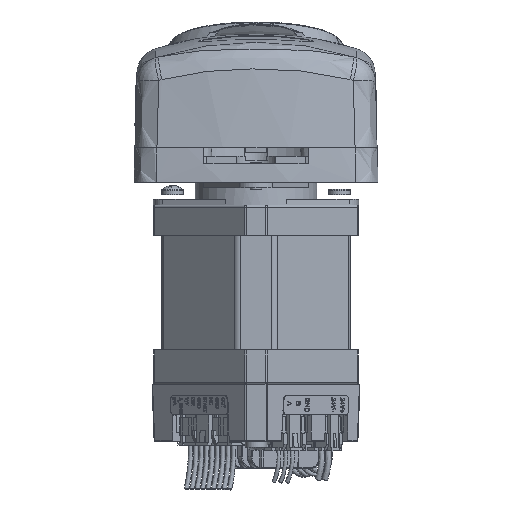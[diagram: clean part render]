
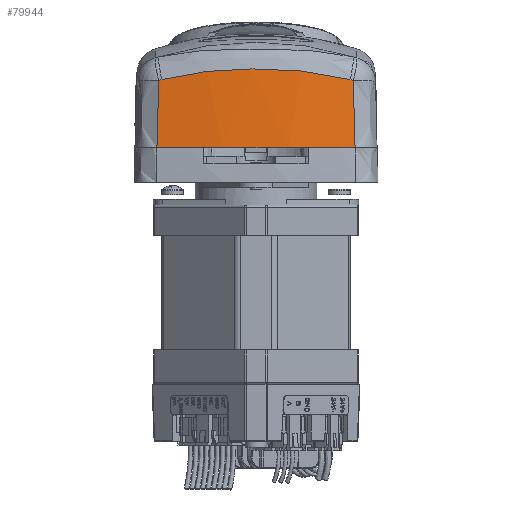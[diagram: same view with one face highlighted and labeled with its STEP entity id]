
A CAD part, front view. The second image highlights one B-rep face of the part: STEP entity #79944.
In plain terms, the highlighted conical face has half-angle 5 degrees and reference radius 150 mm.
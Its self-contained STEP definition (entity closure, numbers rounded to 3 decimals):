
#1188 = EDGE_LOOP ( 'NONE', ( #80091, #41863, #74862, #40765, #62165, #77718 ) ) ;
#2379 = CARTESIAN_POINT ( 'NONE',  ( -22.652, -26.561, 27.483 ) ) ;
#3444 = CARTESIAN_POINT ( 'NONE',  ( -25.767, -26.922, 17.433 ) ) ;
#3821 = B_SPLINE_CURVE_WITH_KNOTS ( 'NONE', 3,
 ( #43410, #51888, #85846, #27760 ),
 .UNSPECIFIED., .F., .F.,
 ( 4, 4 ),
 ( 0.058, 0.058 ),
 .UNSPECIFIED. ) ;
#5169 = CARTESIAN_POINT ( 'NONE',  ( 10.345, -27.784, 29.345 ) ) ;
#5580 = CARTESIAN_POINT ( 'NONE',  ( 25.519, -26.14, 26.73 ) ) ;
#8459 = CARTESIAN_POINT ( 'NONE',  ( 25.859, -27.211, 13.996 ) ) ;
#10541 = CARTESIAN_POINT ( 'NONE',  ( -25.519, -26.14, 26.73 ) ) ;
#10875 = CARTESIAN_POINT ( 'NONE',  ( 8.282, -27.901, 29.497 ) ) ;
#12245 = CARTESIAN_POINT ( 'NONE',  ( 4.153, -28.058, 29.697 ) ) ;
#12246 = VERTEX_POINT ( 'NONE', #56163 ) ;
#13295 = CARTESIAN_POINT ( 'NONE',  ( -25.959, -27.525, 10.261 ) ) ;
#14593 = CARTESIAN_POINT ( 'NONE',  ( -24.66, -26.267, 26.959 ) ) ;
#14964 = VERTEX_POINT ( 'NONE', #5580 ) ;
#16516 = CARTESIAN_POINT ( 'NONE',  ( -24.66, -26.267, 26.959 ) ) ;
#17972 = CARTESIAN_POINT ( 'NONE',  ( -16.525, -27.272, 28.614 ) ) ;
#18468 = VERTEX_POINT ( 'NONE', #18699 ) ;
#18699 = CARTESIAN_POINT ( 'NONE',  ( 25.993, -27.631, 9. ) ) ;
#19845 = CARTESIAN_POINT ( 'NONE',  ( 25.632, -26.497, 22.485 ) ) ;
#20183 = EDGE_CURVE ( 'NONE', #12246, #58339, #42431, .T. ) ;
#20831 = CARTESIAN_POINT ( 'NONE',  ( 22.662, -26.56, 27.481 ) ) ;
#20853 = CARTESIAN_POINT ( 'NONE',  ( 24.66, -26.267, 26.959 ) ) ;
#23736 = EDGE_CURVE ( 'NONE', #14964, #32086, #48263, .T. ) ;
#27760 = CARTESIAN_POINT ( 'NONE',  ( -25.519, -26.14, 26.73 ) ) ;
#29696 = B_SPLINE_CURVE_WITH_KNOTS ( 'NONE', 3,
 ( #85060, #76579, #86535, #8459, #31265, #19845, #36947 ),
 .UNSPECIFIED., .F., .F.,
 ( 4, 3, 4 ),
 ( 0.009, 0.014, 0.027 ),
 .UNSPECIFIED. ) ;
#30248 = VERTEX_POINT ( 'NONE', #14593 ) ;
#31265 = CARTESIAN_POINT ( 'NONE',  ( 25.746, -26.854, 18.241 ) ) ;
#32086 = VERTEX_POINT ( 'NONE', #20853 ) ;
#32237 = CARTESIAN_POINT ( 'NONE',  ( 16.53, -27.271, 28.613 ) ) ;
#33244 = CARTESIAN_POINT ( 'NONE',  ( -25.925, -27.419, 11.523 ) ) ;
#33628 = CARTESIAN_POINT ( 'NONE',  ( 2.088, -28.097, 29.744 ) ) ;
#34483 = B_SPLINE_CURVE_WITH_KNOTS ( 'NONE', 3,
 ( #71872, #20831, #67593, #64755, #32237, #87437, #49230, #5169, #10875, #12245, #33628, #43544, #83190, #81736, #52094, #44994, #54866, #17972, #78942, #40729, #2379, #16516 ),
 .UNSPECIFIED., .F., .F.,
 ( 4, 2, 2, 2, 2, 2, 2, 2, 2, 2, 4 ),
 ( 0.007, 0.013, 0.016, 0.02, 0.026, 0.032, 0.038, 0.045, 0.048, 0.051, 0.057 ),
 .UNSPECIFIED. ) ;
#34937 = EDGE_CURVE ( 'NONE', #18468, #14964, #29696, .T. ) ;
#36947 = CARTESIAN_POINT ( 'NONE',  ( 25.519, -26.14, 26.73 ) ) ;
#38419 = AXIS2_PLACEMENT_3D ( 'NONE', #83232, #73353, #59210 ) ;
#39321 = CARTESIAN_POINT ( 'NONE',  ( 25.233, -26.183, 26.808 ) ) ;
#40729 = CARTESIAN_POINT ( 'NONE',  ( -20.623, -26.824, 27.918 ) ) ;
#40765 = ORIENTED_EDGE ( 'NONE', *, *, #23736, .T. ) ;
#41094 = EDGE_CURVE ( 'NONE', #30248, #12246, #3821, .T. ) ;
#41806 = CARTESIAN_POINT ( 'NONE',  ( -25.643, -26.531, 22.082 ) ) ;
#41863 = ORIENTED_EDGE ( 'NONE', *, *, #79489, .T. ) ;
#42431 = B_SPLINE_CURVE_WITH_KNOTS ( 'NONE', 3,
 ( #10541, #41806, #3444, #82857, #33244, #13295, #82789 ),
 .UNSPECIFIED., .F., .F.,
 ( 4, 3, 4 ),
 ( 0., 0.014, 0.018 ),
 .UNSPECIFIED. ) ;
#43221 = EDGE_CURVE ( 'NONE', #32086, #30248, #34483, .T. ) ;
#43410 = CARTESIAN_POINT ( 'NONE',  ( -24.66, -26.267, 26.959 ) ) ;
#43544 = CARTESIAN_POINT ( 'NONE',  ( -2.045, -28.098, 29.745 ) ) ;
#44994 = CARTESIAN_POINT ( 'NONE',  ( -13.423, -27.552, 29.023 ) ) ;
#48219 = AXIS2_PLACEMENT_3D ( 'NONE', #64888, #56455, #52032 ) ;
#48263 = B_SPLINE_CURVE_WITH_KNOTS ( 'NONE', 3,
 ( #71867, #39321, #53485, #54927 ),
 .UNSPECIFIED., .F., .F.,
 ( 4, 4 ),
 ( 0., 0.001 ),
 .UNSPECIFIED. ) ;
#49230 = CARTESIAN_POINT ( 'NONE',  ( 13.439, -27.551, 29.022 ) ) ;
#51888 = CARTESIAN_POINT ( 'NONE',  ( -24.946, -26.226, 26.884 ) ) ;
#52032 = DIRECTION ( 'NONE',  ( 1., 0., 0. ) ) ;
#52094 = CARTESIAN_POINT ( 'NONE',  ( -10.317, -27.786, 29.348 ) ) ;
#52163 = FACE_OUTER_BOUND ( 'NONE', #1188, .T. ) ;
#53485 = CARTESIAN_POINT ( 'NONE',  ( 24.946, -26.226, 26.884 ) ) ;
#54184 = CIRCLE ( 'NONE', #38419, 149.213 ) ;
#54866 = CARTESIAN_POINT ( 'NONE',  ( -14.46, -27.465, 28.899 ) ) ;
#54927 = CARTESIAN_POINT ( 'NONE',  ( 24.66, -26.267, 26.959 ) ) ;
#55128 = CARTESIAN_POINT ( 'NONE',  ( -25.993, -27.631, 9. ) ) ;
#56163 = CARTESIAN_POINT ( 'NONE',  ( -25.519, -26.14, 26.73 ) ) ;
#56455 = DIRECTION ( 'NONE',  ( 0., 0., -1. ) ) ;
#58339 = VERTEX_POINT ( 'NONE', #55128 ) ;
#59210 = DIRECTION ( 'NONE',  ( 1., 0., 0. ) ) ;
#62165 = ORIENTED_EDGE ( 'NONE', *, *, #43221, .T. ) ;
#64755 = CARTESIAN_POINT ( 'NONE',  ( 17.562, -27.165, 28.453 ) ) ;
#64888 = CARTESIAN_POINT ( 'NONE',  ( 0., 119.3, 0. ) ) ;
#67593 = CARTESIAN_POINT ( 'NONE',  ( 20.637, -26.822, 27.915 ) ) ;
#71867 = CARTESIAN_POINT ( 'NONE',  ( 25.519, -26.14, 26.73 ) ) ;
#71872 = CARTESIAN_POINT ( 'NONE',  ( 24.66, -26.267, 26.959 ) ) ;
#73353 = DIRECTION ( 'NONE',  ( 0., 0., 1. ) ) ;
#74192 = CONICAL_SURFACE ( 'NONE', #48219, 150., 0.087 ) ;
#74862 = ORIENTED_EDGE ( 'NONE', *, *, #34937, .T. ) ;
#76579 = CARTESIAN_POINT ( 'NONE',  ( 25.948, -27.491, 10.665 ) ) ;
#77718 = ORIENTED_EDGE ( 'NONE', *, *, #41094, .T. ) ;
#78942 = CARTESIAN_POINT ( 'NONE',  ( -17.553, -27.166, 28.454 ) ) ;
#79489 = EDGE_CURVE ( 'NONE', #58339, #18468, #54184, .T. ) ;
#79944 = ADVANCED_FACE ( 'NONE', ( #52163 ), #74192, .T. ) ;
#80091 = ORIENTED_EDGE ( 'NONE', *, *, #20183, .T. ) ;
#81736 = CARTESIAN_POINT ( 'NONE',  ( -8.248, -27.903, 29.5 ) ) ;
#82789 = CARTESIAN_POINT ( 'NONE',  ( -25.993, -27.631, 9. ) ) ;
#82857 = CARTESIAN_POINT ( 'NONE',  ( -25.892, -27.313, 12.784 ) ) ;
#83190 = CARTESIAN_POINT ( 'NONE',  ( -4.112, -28.059, 29.698 ) ) ;
#83232 = CARTESIAN_POINT ( 'NONE',  ( 0., 119.3, 9. ) ) ;
#85060 = CARTESIAN_POINT ( 'NONE',  ( 25.993, -27.631, 9. ) ) ;
#85846 = CARTESIAN_POINT ( 'NONE',  ( -25.233, -26.183, 26.808 ) ) ;
#86535 = CARTESIAN_POINT ( 'NONE',  ( 25.904, -27.351, 12.331 ) ) ;
#87437 = CARTESIAN_POINT ( 'NONE',  ( 14.469, -27.464, 28.897 ) ) ;
